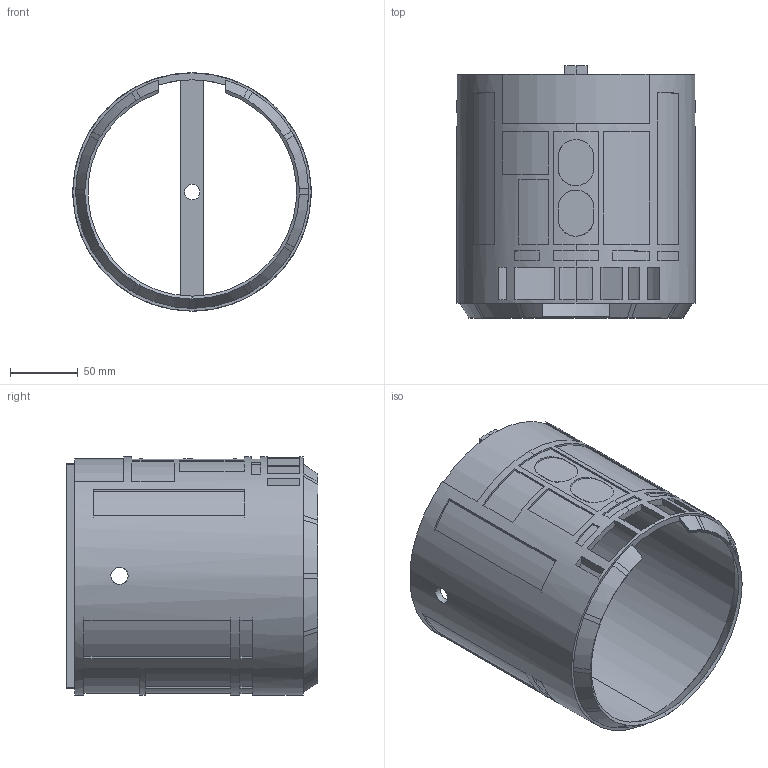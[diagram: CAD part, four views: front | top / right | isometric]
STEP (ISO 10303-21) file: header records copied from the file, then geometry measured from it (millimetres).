
FILE_DESCRIPTION (( 'STEP AP214' ), '1' );
FILE_NAME ('r4d5_body.STEP', '2023-12-13T09:43:08', ( '' ), ( '' ), 'SwSTEP 2.0', 'SolidWorks 2022', '' );
FILE_SCHEMA (( 'AUTOMOTIVE_DESIGN' ));
Length unit declared in the file: inch
Products named in the file (1): r4d5_body
Bounding box: 175.97 x 186.13 x 175.97 mm (x, y, z)
Volume: 443879.5 mm3; surface area: 211822.3 mm2
Topology: 1 solids, 1 shells, 188 faces, 526 edges, 353 vertices
Faces by surface type: plane 121, cylinder 41, cone 26
Entity records: 6829 total; most frequent: CARTESIAN_POINT 1857, ORIENTED_EDGE 1052, DIRECTION 1010, EDGE_CURVE 526, AXIS2_PLACEMENT_3D 371, VERTEX_POINT 353, VECTOR 268, LINE 268
